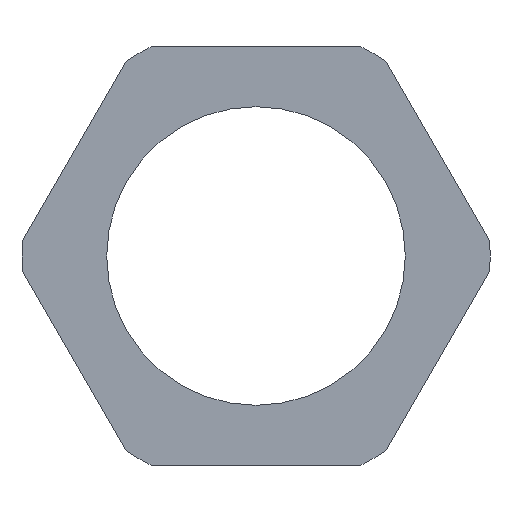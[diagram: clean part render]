
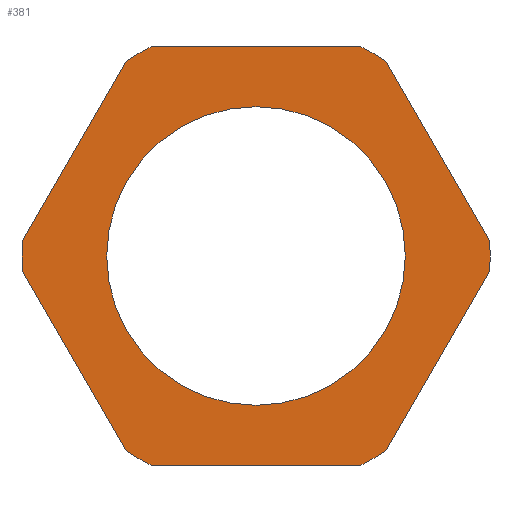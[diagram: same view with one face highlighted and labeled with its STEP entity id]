
A CAD part, front view. The second image highlights one B-rep face of the part: STEP entity #381.
In plain terms, the highlighted planar face has unit normal (0, -1, 0).
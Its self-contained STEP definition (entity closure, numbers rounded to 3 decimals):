
#3 = AXIS2_PLACEMENT_3D ( 'NONE', #169, #492, #46 ) ;
#12 = CARTESIAN_POINT ( 'NONE',  ( -7.506, -3., -13. ) ) ;
#14 = DIRECTION ( 'NONE',  ( 0.5, 0., 0.866 ) ) ;
#16 = CARTESIAN_POINT ( 'NONE',  ( 7.506, -3., 13. ) ) ;
#19 = EDGE_CURVE ( 'NONE', #34, #70, #207, .T. ) ;
#23 = CARTESIAN_POINT ( 'NONE',  ( -8.047, -3., 12.062 ) ) ;
#32 = DIRECTION ( 'NONE',  ( -1., 0., 0. ) ) ;
#34 = VERTEX_POINT ( 'NONE', #441 ) ;
#38 = EDGE_CURVE ( 'NONE', #199, #109, #348, .T. ) ;
#41 = VECTOR ( 'NONE', #161, 1000. ) ;
#44 = VERTEX_POINT ( 'NONE', #447 ) ;
#46 = DIRECTION ( 'NONE',  ( 0., 0., 1. ) ) ;
#48 = CARTESIAN_POINT ( 'NONE',  ( -15.011, -3., 0. ) ) ;
#50 = DIRECTION ( 'NONE',  ( 0., 0., 1. ) ) ;
#51 = DIRECTION ( 'NONE',  ( 0., 0., 1. ) ) ;
#55 = DIRECTION ( 'NONE',  ( 0.5, 0., -0.866 ) ) ;
#68 = ORIENTED_EDGE ( 'NONE', *, *, #450, .F. ) ;
#70 = VERTEX_POINT ( 'NONE', #260 ) ;
#83 = EDGE_LOOP ( 'NONE', ( #414, #301, #338, #68, #467, #164, #157, #204, #507, #462, #225, #282 ) ) ;
#85 = FACE_OUTER_BOUND ( 'NONE', #83, .T. ) ;
#87 = CIRCLE ( 'NONE', #144, 14.5 ) ;
#88 = CARTESIAN_POINT ( 'NONE',  ( 0., -3., 0. ) ) ;
#89 = CARTESIAN_POINT ( 'NONE',  ( 0., -3., 0. ) ) ;
#91 = VERTEX_POINT ( 'NONE', #23 ) ;
#96 = DIRECTION ( 'NONE',  ( 0., -1., 0. ) ) ;
#105 = CARTESIAN_POINT ( 'NONE',  ( 6.423, -3., 13. ) ) ;
#107 = CARTESIAN_POINT ( 'NONE',  ( -7.506, -3., 13. ) ) ;
#109 = VERTEX_POINT ( 'NONE', #289 ) ;
#111 = EDGE_LOOP ( 'NONE', ( #279 ) ) ;
#117 = CIRCLE ( 'NONE', #408, 14.5 ) ;
#122 = DIRECTION ( 'NONE',  ( 0., 0., 1. ) ) ;
#126 = VECTOR ( 'NONE', #32, 1000. ) ;
#132 = DIRECTION ( 'NONE',  ( 0., 0., 1. ) ) ;
#139 = CARTESIAN_POINT ( 'NONE',  ( 0., -3., 9.25 ) ) ;
#140 = LINE ( 'NONE', #455, #126 ) ;
#144 = AXIS2_PLACEMENT_3D ( 'NONE', #266, #349, #345 ) ;
#146 = EDGE_CURVE ( 'NONE', #44, #334, #117, .T. ) ;
#156 = CIRCLE ( 'NONE', #268, 14.5 ) ;
#157 = ORIENTED_EDGE ( 'NONE', *, *, #19, .T. ) ;
#161 = DIRECTION ( 'NONE',  ( -0.5, 0., 0.866 ) ) ;
#164 = ORIENTED_EDGE ( 'NONE', *, *, #181, .F. ) ;
#168 = CIRCLE ( 'NONE', #236, 14.5 ) ;
#169 = CARTESIAN_POINT ( 'NONE',  ( 0., -3., 0. ) ) ;
#170 = VERTEX_POINT ( 'NONE', #382 ) ;
#172 = EDGE_CURVE ( 'NONE', #464, #188, #463, .T. ) ;
#176 = DIRECTION ( 'NONE',  ( 0., -1., 0. ) ) ;
#181 = EDGE_CURVE ( 'NONE', #34, #334, #140, .T. ) ;
#188 = VERTEX_POINT ( 'NONE', #105 ) ;
#199 = VERTEX_POINT ( 'NONE', #461 ) ;
#200 = LINE ( 'NONE', #48, #358 ) ;
#202 = VERTEX_POINT ( 'NONE', #453 ) ;
#204 = ORIENTED_EDGE ( 'NONE', *, *, #475, .F. ) ;
#205 = DIRECTION ( 'NONE',  ( 0., -1., 0. ) ) ;
#207 = CIRCLE ( 'NONE', #425, 14.5 ) ;
#215 = AXIS2_PLACEMENT_3D ( 'NONE', #89, #325, #132 ) ;
#225 = ORIENTED_EDGE ( 'NONE', *, *, #357, .T. ) ;
#226 = VECTOR ( 'NONE', #490, 1000. ) ;
#232 = DIRECTION ( 'NONE',  ( 0., -1., 0. ) ) ;
#236 = AXIS2_PLACEMENT_3D ( 'NONE', #237, #232, #306 ) ;
#237 = CARTESIAN_POINT ( 'NONE',  ( 0., -3., 0. ) ) ;
#247 = LINE ( 'NONE', #322, #226 ) ;
#258 = VECTOR ( 'NONE', #55, 1000. ) ;
#260 = CARTESIAN_POINT ( 'NONE',  ( 8.047, -3., -12.062 ) ) ;
#261 = VERTEX_POINT ( 'NONE', #312 ) ;
#262 = DIRECTION ( 'NONE',  ( 0., 0., 1. ) ) ;
#264 = VECTOR ( 'NONE', #499, 1000. ) ;
#266 = CARTESIAN_POINT ( 'NONE',  ( 0., -3., 0. ) ) ;
#268 = AXIS2_PLACEMENT_3D ( 'NONE', #278, #205, #122 ) ;
#278 = CARTESIAN_POINT ( 'NONE',  ( 0., -3., 0. ) ) ;
#279 = ORIENTED_EDGE ( 'NONE', *, *, #412, .T. ) ;
#282 = ORIENTED_EDGE ( 'NONE', *, *, #172, .F. ) ;
#285 = EDGE_CURVE ( 'NONE', #464, #91, #87, .T. ) ;
#289 = CARTESIAN_POINT ( 'NONE',  ( -14.47, -3., -0.938 ) ) ;
#300 = EDGE_CURVE ( 'NONE', #202, #261, #168, .T. ) ;
#301 = ORIENTED_EDGE ( 'NONE', *, *, #434, .F. ) ;
#302 = CARTESIAN_POINT ( 'NONE',  ( -6.423, -3., -13. ) ) ;
#306 = DIRECTION ( 'NONE',  ( 0., 0., 1. ) ) ;
#312 = CARTESIAN_POINT ( 'NONE',  ( 14.47, -3., 0.938 ) ) ;
#322 = CARTESIAN_POINT ( 'NONE',  ( 15.011, -3., 0. ) ) ;
#325 = DIRECTION ( 'NONE',  ( 0., -1., 0. ) ) ;
#334 = VERTEX_POINT ( 'NONE', #302 ) ;
#338 = ORIENTED_EDGE ( 'NONE', *, *, #38, .T. ) ;
#345 = DIRECTION ( 'NONE',  ( 0., 0., 1. ) ) ;
#348 = CIRCLE ( 'NONE', #215, 14.5 ) ;
#349 = DIRECTION ( 'NONE',  ( 0., -1., 0. ) ) ;
#357 = EDGE_CURVE ( 'NONE', #170, #188, #156, .T. ) ;
#358 = VECTOR ( 'NONE', #14, 1000. ) ;
#360 = LINE ( 'NONE', #12, #41 ) ;
#381 = ADVANCED_FACE ( 'NONE', ( #443, #85 ), #398, .F. ) ;
#382 = CARTESIAN_POINT ( 'NONE',  ( 8.047, -3., 12.062 ) ) ;
#384 = CARTESIAN_POINT ( 'NONE',  ( 0., -3., 0. ) ) ;
#398 = PLANE ( 'NONE',  #442 ) ;
#405 = CARTESIAN_POINT ( 'NONE',  ( 0., -3., 0. ) ) ;
#408 = AXIS2_PLACEMENT_3D ( 'NONE', #384, #176, #262 ) ;
#412 = EDGE_CURVE ( 'NONE', #498, #498, #451, .T. ) ;
#414 = ORIENTED_EDGE ( 'NONE', *, *, #285, .T. ) ;
#425 = AXIS2_PLACEMENT_3D ( 'NONE', #405, #96, #51 ) ;
#434 = EDGE_CURVE ( 'NONE', #199, #91, #200, .T. ) ;
#440 = DIRECTION ( 'NONE',  ( 0., 1., 0. ) ) ;
#441 = CARTESIAN_POINT ( 'NONE',  ( 6.423, -3., -13. ) ) ;
#442 = AXIS2_PLACEMENT_3D ( 'NONE', #88, #440, #50 ) ;
#443 = FACE_BOUND ( 'NONE', #111, .T. ) ;
#445 = EDGE_CURVE ( 'NONE', #170, #261, #482, .T. ) ;
#447 = CARTESIAN_POINT ( 'NONE',  ( -8.047, -3., -12.062 ) ) ;
#450 = EDGE_CURVE ( 'NONE', #44, #109, #360, .T. ) ;
#451 = CIRCLE ( 'NONE', #3, 9.25 ) ;
#453 = CARTESIAN_POINT ( 'NONE',  ( 14.47, -3., -0.938 ) ) ;
#455 = CARTESIAN_POINT ( 'NONE',  ( 7.506, -3., -13. ) ) ;
#461 = CARTESIAN_POINT ( 'NONE',  ( -14.47, -3., 0.938 ) ) ;
#462 = ORIENTED_EDGE ( 'NONE', *, *, #445, .F. ) ;
#463 = LINE ( 'NONE', #107, #264 ) ;
#464 = VERTEX_POINT ( 'NONE', #487 ) ;
#467 = ORIENTED_EDGE ( 'NONE', *, *, #146, .T. ) ;
#475 = EDGE_CURVE ( 'NONE', #202, #70, #247, .T. ) ;
#482 = LINE ( 'NONE', #16, #258 ) ;
#487 = CARTESIAN_POINT ( 'NONE',  ( -6.423, -3., 13. ) ) ;
#490 = DIRECTION ( 'NONE',  ( -0.5, 0., -0.866 ) ) ;
#492 = DIRECTION ( 'NONE',  ( 0., 1., 0. ) ) ;
#498 = VERTEX_POINT ( 'NONE', #139 ) ;
#499 = DIRECTION ( 'NONE',  ( 1., 0., 0. ) ) ;
#507 = ORIENTED_EDGE ( 'NONE', *, *, #300, .T. ) ;
